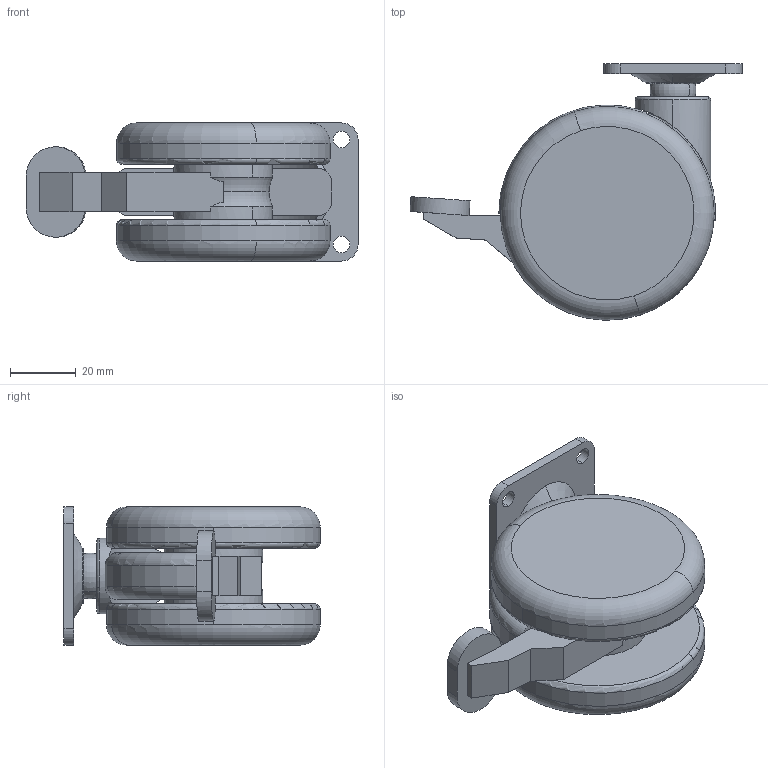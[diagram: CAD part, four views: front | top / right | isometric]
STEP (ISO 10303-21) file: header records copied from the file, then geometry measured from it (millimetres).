
FILE_DESCRIPTION (( 'STEP AP214' ), '1' );
FILE_NAME ('F003498_3D.step', '2022-11-21T18:17:52', ( '' ), ( '' ), 'SwSTEP 2.0', 'SolidWorks 2020', '' );
FILE_SCHEMA (( 'AUTOMOTIVE_DESIGN' ));
Length unit declared in the file: millimetre
Products named in the file (1): F003498_3D
Bounding box: 101.02 x 77.99 x 42 mm (x, y, z)
Surface area: 31760.4 mm2 (no closed solid volume)
Topology: 0 solids, 4 shells, 129 faces, 345 edges, 229 vertices
Faces by surface type: cylinder 45, plane 35, bspline 20, torus 18, cone 11
Entity records: 7131 total; most frequent: CARTESIAN_POINT 2440, DIRECTION 703, ORIENTED_EDGE 678, EDGE_CURVE 343, AXIS2_PLACEMENT_3D 296, VERTEX_POINT 229, CIRCLE 186, EDGE_LOOP 148
